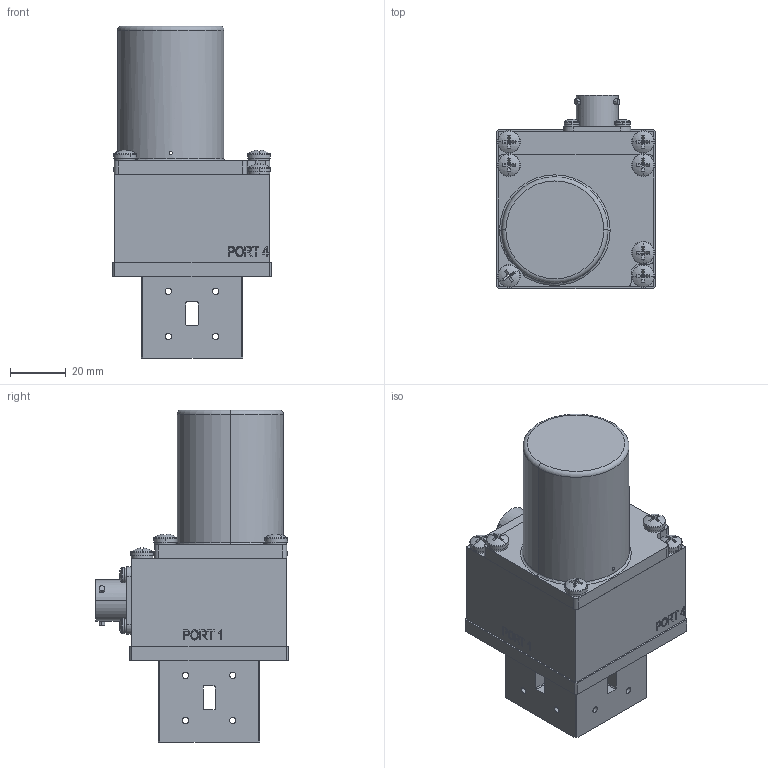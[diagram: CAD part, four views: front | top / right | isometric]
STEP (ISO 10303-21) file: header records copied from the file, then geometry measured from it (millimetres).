
FILE_DESCRIPTION (( 'STEP AP203' ), '1' );
FILE_NAME ('WR34 SEALED SMI.STEP', '2016-08-25T17:18:14', ( '' ), ( '' ), 'SwSTEP 2.0', 'SolidWorks 2016', '' );
FILE_SCHEMA (( 'CONFIG_CONTROL_DESIGN' ));
Length unit declared in the file: inch
Products named in the file (1): WR34 SEALED SMI
Bounding box: 57.15 x 69.44 x 119.46 mm (x, y, z)
Surface area: 36918.5 mm2 (no closed solid volume)
Topology: 0 solids, 28 shells, 573 faces, 1879 edges, 1299 vertices
Faces by surface type: plane 312, cylinder 147, bspline 53, torus 39, sphere 22
Entity records: 25291 total; most frequent: CARTESIAN_POINT 9151, DIRECTION 3299, ORIENTED_EDGE 2996, EDGE_CURVE 1879, VERTEX_POINT 1299, AXIS2_PLACEMENT_3D 1163, VECTOR 973, LINE 973
